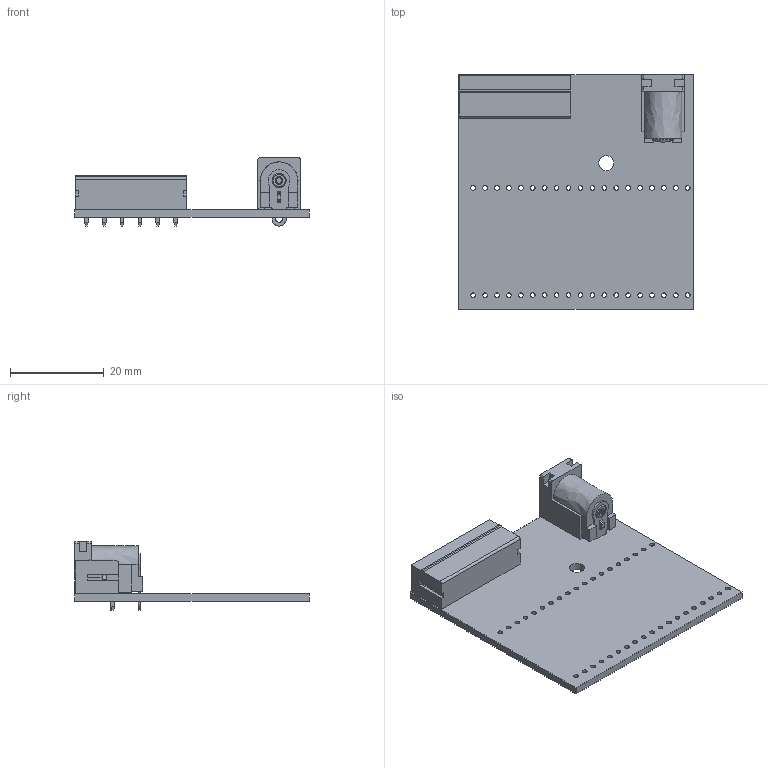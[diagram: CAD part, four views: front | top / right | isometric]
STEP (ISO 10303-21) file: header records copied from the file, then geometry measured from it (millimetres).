
FILE_DESCRIPTION(('KiCad electronic assembly'),'2;1');
FILE_NAME('NodeMCU-32S-RGBWA-LED-driver.step','2022-01-02T14:03:11',( 'Pcbnew'),('Kicad'),'Open CASCADE STEP processor 7.5', 'KiCad to STEP converter','Unknown');
FILE_SCHEMA(('AUTOMOTIVE_DESIGN { 1 0 10303 214 1 1 1 1 }'));
Length unit declared in the file: millimetre
Products named in the file (6): NodeMCU-32S-RGBWA-LED-driver 1; CUI_DEVICES_TBP02R1-381-06BE; SOLID; CUI_DEVICES_PJ-037A; COMPOUND; NodeMCU-32S-RGBWA-LED-driver PCB
Assembly tree (5 placements, depth 3):
  NodeMCU-32S-RGBWA-LED-driver 1
    CUI_DEVICES_TBP02R1-381-06BE
      SOLID
    CUI_DEVICES_PJ-037A
      COMPOUND
    NodeMCU-32S-RGBWA-LED-driver PCB
Bounding box: 50 x 50 x 14.5 mm (x, y, z)
Volume: 5592 mm3; surface area: 8530.1 mm2
Topology: 5 solids, 5 shells, 411 faces, 1074 edges, 695 vertices
Faces by surface type: bspline 352, cylinder 49, plane 10
Full cylindrical faces by diameter (mm): 1 x38, 1.4 x6, 3.2 x1
Entity records: 26057 total; most frequent: CARTESIAN_POINT 9967, B_SPLINE_CURVE_WITH_KNOTS 2442, ORIENTED_EDGE 2146, PCURVE 2146, DEFINITIONAL_REPRESENTATION 2146, EDGE_CURVE 1073, SURFACE_CURVE 1027, VERTEX_POINT 695
